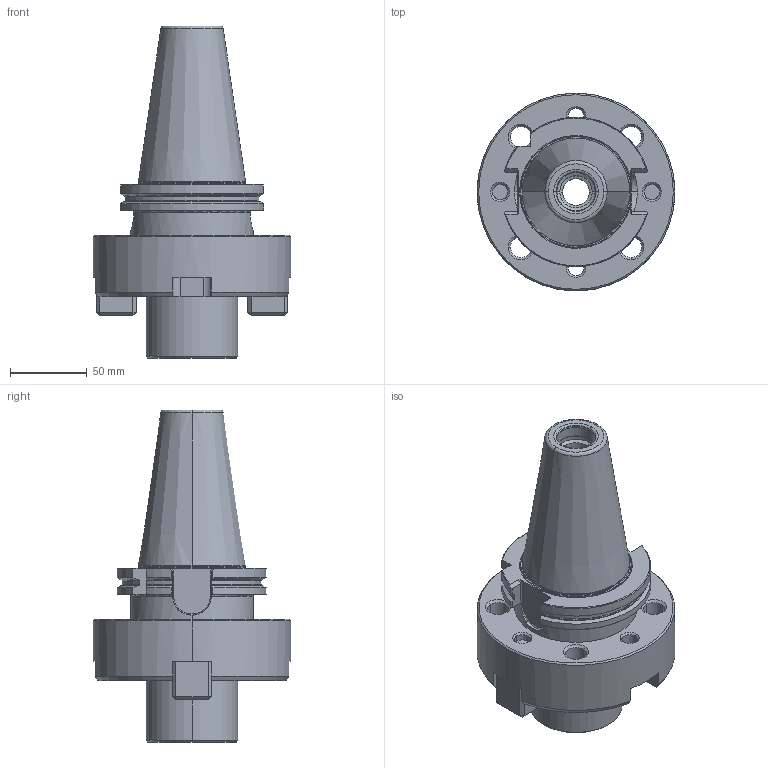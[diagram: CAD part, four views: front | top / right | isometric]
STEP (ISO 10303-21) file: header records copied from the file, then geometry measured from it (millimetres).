
FILE_DESCRIPTION(('no description'),'unknown implementation level');
FILE_NAME('F17B2DB9-3BB8-411E-92D1-D4F614F83C32_export.stp',' ',('CIMSOURCE GmbH'),('CADClick - KiM GmbH - www.kimweb.de'),'unknown preprocess','ACIS','unknown authorization');
FILE_SCHEMA(('automotive_design'));
Length unit declared in the file: millimetre
Products named in the file (5): 328.215 Kaiser Aufsteckfr�sdorn|690.131 Kaiser Zyl-Schr In-6kt DIN912-M12x35_DIN 912 M12 x 20 --- 20C;Hex; 328.215 Kaiser Aufsteckfr�sdorn|691.637 Kaiser Mitnehmerstein F60;Fase1; 328.215 Kaiser Aufsteckfr�sdorn|328.215 Kaiser Aufsteckfr�sdorn;<N115.57 SK50B>-<Fase1>
Bounding box: 129 x 129 x 216.6 mm (x, y, z)
Volume: 968068.4 mm3; surface area: 118771.4 mm2
Topology: 5 solids, 5 shells, 321 faces, 765 edges, 463 vertices
Faces by surface type: plane 130, cone 84, cylinder 79, torus 28
Entity records: 18235 total; most frequent: CARTESIAN_POINT 1915, DIRECTION 1638, STYLED_ITEM 1550, PRESENTATION_STYLE_ASSIGNMENT 1550, COLOUR_RGB 1550, ORIENTED_EDGE 1522, EDGE_CURVE 761, CURVE_STYLE 761
